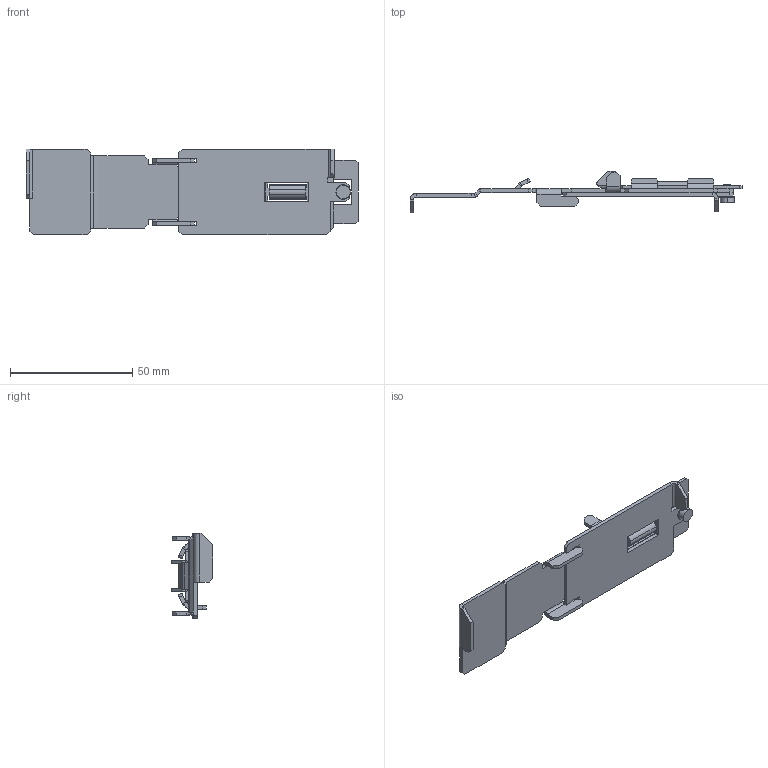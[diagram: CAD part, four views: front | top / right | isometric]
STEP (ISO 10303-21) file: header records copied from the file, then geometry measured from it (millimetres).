
FILE_DESCRIPTION (( 'STEP AP214' ), '1' );
FILE_NAME ('928029.STEP', '2024-08-08T13:42:39', ( '' ), ( '' ), 'SwSTEP 2.0', 'SolidWorks 2022', '' );
FILE_SCHEMA (( 'AUTOMOTIVE_DESIGN' ));
Length unit declared in the file: millimetre
Products named in the file (1): 928029
Bounding box: 135.83 x 17.15 x 35 mm (x, y, z)
Volume: 11576.7 mm3; surface area: 12201.4 mm2
Topology: 1 solids, 2 shells, 352 faces, 904 edges, 553 vertices
Faces by surface type: plane 270, cylinder 66, bspline 16
Entity records: 10817 total; most frequent: CARTESIAN_POINT 2366, ORIENTED_EDGE 1808, DIRECTION 1639, EDGE_CURVE 904, LINE 743, VECTOR 743, VERTEX_POINT 553, AXIS2_PLACEMENT_3D 448
